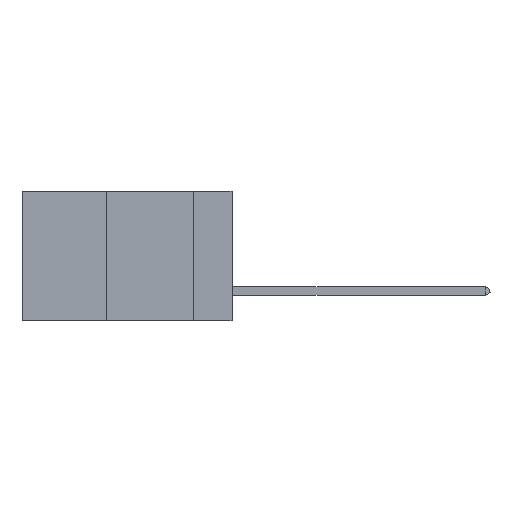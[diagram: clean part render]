
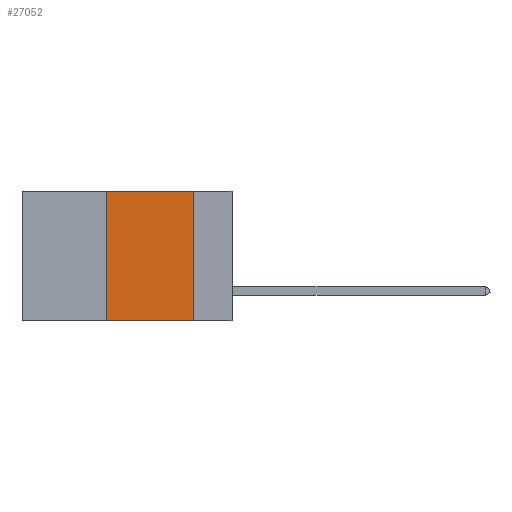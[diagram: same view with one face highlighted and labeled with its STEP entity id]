
A CAD part, left-side view. The second image highlights one B-rep face of the part: STEP entity #27052.
In plain terms, the highlighted planar face has unit normal (-1, 0, 0).
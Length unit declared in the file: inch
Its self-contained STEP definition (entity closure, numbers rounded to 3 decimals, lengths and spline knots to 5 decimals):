
#184 = LINE ( 'NONE', #21694, #17953 ) ;
#581 = CARTESIAN_POINT ( 'NONE',  ( 0., 0.36, -0.37 ) ) ;
#1232 = DIRECTION ( 'NONE',  ( 0., -1., 0. ) ) ;
#2596 = DIRECTION ( 'NONE',  ( 0., 0., -1. ) ) ;
#2644 = EDGE_CURVE ( 'NONE', #14885, #2855, #184, .T. ) ;
#2852 = EDGE_LOOP ( 'NONE', ( #10129, #21042, #28725, #3584 ) ) ;
#2855 = VERTEX_POINT ( 'NONE', #23042 ) ;
#2967 = VECTOR ( 'NONE', #1232, 39.37008 ) ;
#3394 = CARTESIAN_POINT ( 'NONE',  ( 0., 0.6, 0. ) ) ;
#3584 = ORIENTED_EDGE ( 'NONE', *, *, #2644, .T. ) ;
#4914 = FACE_OUTER_BOUND ( 'NONE', #2852, .T. ) ;
#5454 = CARTESIAN_POINT ( 'NONE',  ( 0., 0.36, 0. ) ) ;
#7364 = LINE ( 'NONE', #21338, #28621 ) ;
#8434 = EDGE_CURVE ( 'NONE', #11258, #25595, #20143, .T. ) ;
#10129 = ORIENTED_EDGE ( 'NONE', *, *, #14683, .F. ) ;
#11258 = VERTEX_POINT ( 'NONE', #24231 ) ;
#14434 = PLANE ( 'NONE',  #27203 ) ;
#14648 = LINE ( 'NONE', #5454, #24912 ) ;
#14683 = EDGE_CURVE ( 'NONE', #25595, #2855, #7364, .T. ) ;
#14885 = VERTEX_POINT ( 'NONE', #581 ) ;
#16569 = DIRECTION ( 'NONE',  ( 0., 0., -1. ) ) ;
#16990 = EDGE_CURVE ( 'NONE', #14885, #11258, #14648, .T. ) ;
#17953 = VECTOR ( 'NONE', #28711, 39.37008 ) ;
#20143 = LINE ( 'NONE', #3394, #2967 ) ;
#21042 = ORIENTED_EDGE ( 'NONE', *, *, #8434, .F. ) ;
#21338 = CARTESIAN_POINT ( 'NONE',  ( 0., 0.11, 0. ) ) ;
#21694 = CARTESIAN_POINT ( 'NONE',  ( 0., 0.6, -0.37 ) ) ;
#23042 = CARTESIAN_POINT ( 'NONE',  ( 0., 0.11, -0.37 ) ) ;
#23650 = DIRECTION ( 'NONE',  ( 1., 0., 0. ) ) ;
#24231 = CARTESIAN_POINT ( 'NONE',  ( 0., 0.36, 0. ) ) ;
#24912 = VECTOR ( 'NONE', #28446, 39.37008 ) ;
#25595 = VERTEX_POINT ( 'NONE', #28791 ) ;
#27052 = ADVANCED_FACE ( 'NONE', ( #4914 ), #14434, .F. ) ;
#27203 = AXIS2_PLACEMENT_3D ( 'NONE', #28370, #23650, #2596 ) ;
#28370 = CARTESIAN_POINT ( 'NONE',  ( 0., 0.6, 0. ) ) ;
#28446 = DIRECTION ( 'NONE',  ( 0., 0., 1. ) ) ;
#28621 = VECTOR ( 'NONE', #16569, 39.37008 ) ;
#28711 = DIRECTION ( 'NONE',  ( 0., -1., 0. ) ) ;
#28725 = ORIENTED_EDGE ( 'NONE', *, *, #16990, .F. ) ;
#28791 = CARTESIAN_POINT ( 'NONE',  ( 0., 0.11, 0. ) ) ;
